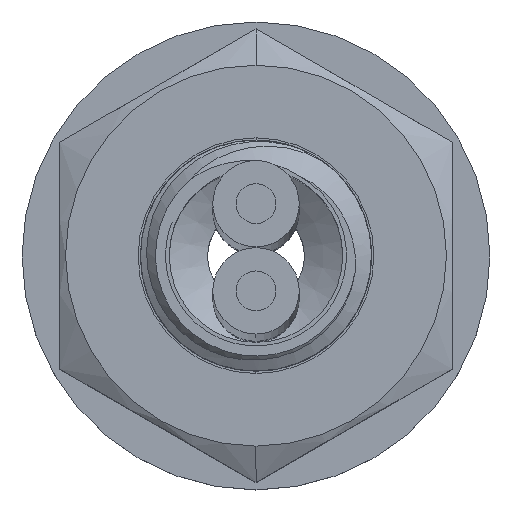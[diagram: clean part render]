
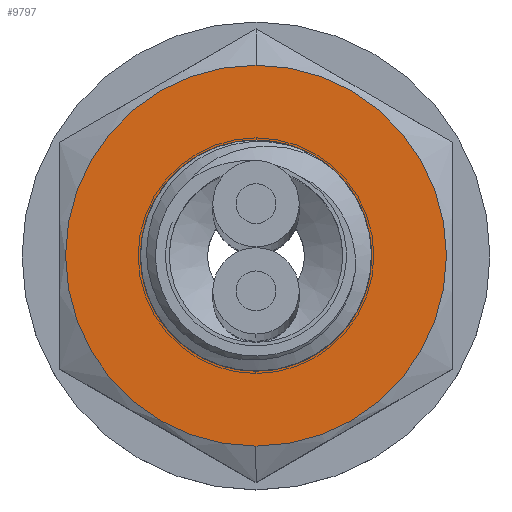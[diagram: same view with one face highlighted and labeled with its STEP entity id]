
A CAD part, top view. The second image highlights one B-rep face of the part: STEP entity #9797.
In plain terms, the highlighted face is planar.
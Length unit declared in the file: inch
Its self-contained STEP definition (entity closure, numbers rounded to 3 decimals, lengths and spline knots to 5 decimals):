
#9048=CARTESIAN_POINT('',(0.,0.13696,0.));
#9049=DIRECTION('',(0.,1.,0.));
#9050=DIRECTION('',(0.,0.,1.));
#9051=AXIS2_PLACEMENT_3D('',#9048,#9049,#9050);
#9061=CARTESIAN_POINT('',(0.,0.13696,0.));
#9062=DIRECTION('',(0.,1.,0.));
#9063=DIRECTION('',(0.,0.,-1.));
#9064=AXIS2_PLACEMENT_3D('',#9061,#9062,#9063);
#9659=CARTESIAN_POINT('',(0.,0.13696,0.));
#9660=DIRECTION('',(0.,-1.,0.));
#9661=DIRECTION('',(0.,0.,1.));
#9662=AXIS2_PLACEMENT_3D('',#9659,#9660,#9661);
#9668=CARTESIAN_POINT('',(0.,0.13696,0.));
#9669=DIRECTION('',(0.,-1.,0.));
#9670=DIRECTION('',(0.,0.,-1.));
#9671=AXIS2_PLACEMENT_3D('',#9668,#9669,#9670);
#9682=CARTESIAN_POINT('',(0.,0.13696,0.19093));
#9683=CARTESIAN_POINT('',(0.,0.13696,-0.19093));
#9684=VERTEX_POINT('',#9682);
#9685=VERTEX_POINT('',#9683);
#9714=CARTESIAN_POINT('',(0.,0.13696,-0.10462));
#9715=VERTEX_POINT('',#9714);
#9740=CARTESIAN_POINT('',(0.,0.13696,0.10462));
#9741=VERTEX_POINT('',#9740);
#9781=CARTESIAN_POINT('',(0.09843,0.13696,0.));
#9782=DIRECTION('',(0.,1.,0.));
#9783=DIRECTION('',(0.,0.,1.));
#9784=AXIS2_PLACEMENT_3D('',#9781,#9782,#9783);
#9785=PLANE('',#9784);
#9786=ORIENTED_EDGE('',*,*,#9766,.F.);
#9788=ORIENTED_EDGE('',*,*,#9787,.F.);
#9789=EDGE_LOOP('',(#9786,#9788));
#9790=FACE_OUTER_BOUND('',#9789,.F.);
#9792=ORIENTED_EDGE('',*,*,#9791,.F.);
#9794=ORIENTED_EDGE('',*,*,#9793,.F.);
#9795=EDGE_LOOP('',(#9792,#9794));
#9796=FACE_BOUND('',#9795,.F.);
#9797=ADVANCED_FACE('',(#9790,#9796),#9785,.T.);
#9052=CIRCLE('',#9051,0.19093);
#9065=CIRCLE('',#9064,0.19093);
#9663=CIRCLE('',#9662,0.10462);
#9672=CIRCLE('',#9671,0.10462);
#9766=EDGE_CURVE('',#9684,#9685,#9052,.T.);
#9787=EDGE_CURVE('',#9685,#9684,#9065,.T.);
#9791=EDGE_CURVE('',#9715,#9741,#9672,.T.);
#9793=EDGE_CURVE('',#9741,#9715,#9663,.T.);
